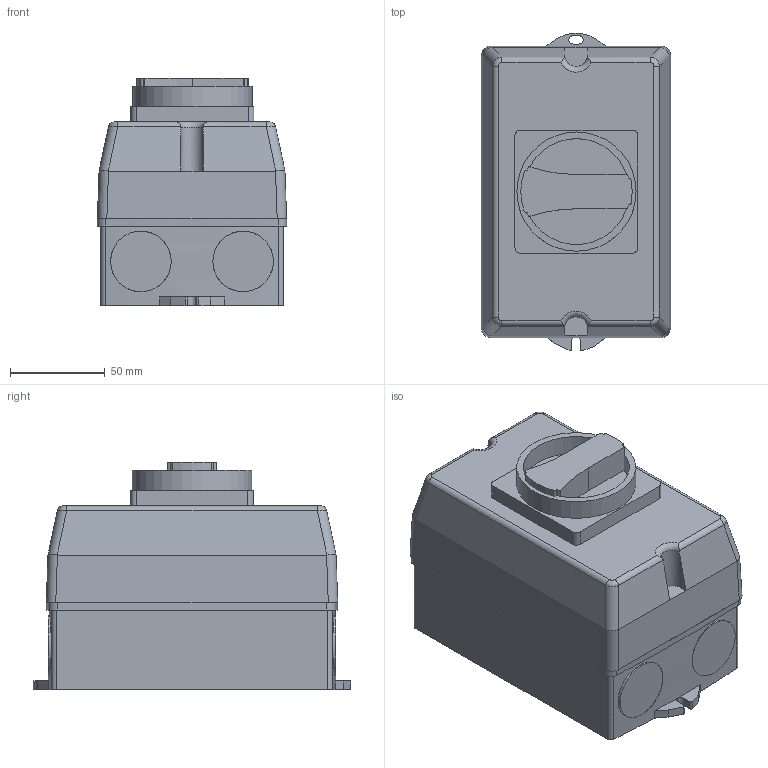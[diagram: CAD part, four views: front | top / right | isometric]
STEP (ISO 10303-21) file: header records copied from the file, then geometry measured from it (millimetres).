
FILE_DESCRIPTION(/* description */ (''),/* implementation_level */ '2;1');
FILE_NAME(/* name */ '3d_GAZ032T4B.stp',/* time_stamp */ '2018-02-12T10:02:32+01:00',/* author */ ('Andrzej'),/* organization */ (''),/* preprocessor_version */ 'ST-DEVELOPER v16.13',/* originating_system */ 'AutoCAD Mechanical',/* authorisation */ '');
FILE_SCHEMA (('AUTOMOTIVE_DESIGN { 1 0 10303 214 3 1 1 }'));
Length unit declared in the file: millimetre
Products named in the file (1): Product
Bounding box: 100 x 167.7 x 120 mm (x, y, z)
Volume: 1461634.3 mm3; surface area: 96674.9 mm2
Topology: 4 solids, 4 shells, 118 faces, 299 edges, 194 vertices
Faces by surface type: plane 57, cylinder 55, bspline 4, torus 2
Full cylindrical faces by diameter (mm): 32 x4, 56 x1, 63 x1
Entity records: 4179 total; most frequent: CARTESIAN_POINT 1254, DIRECTION 635, ORIENTED_EDGE 582, EDGE_CURVE 291, AXIS2_PLACEMENT_3D 239, VERTEX_POINT 192, LINE 157, VECTOR 157
